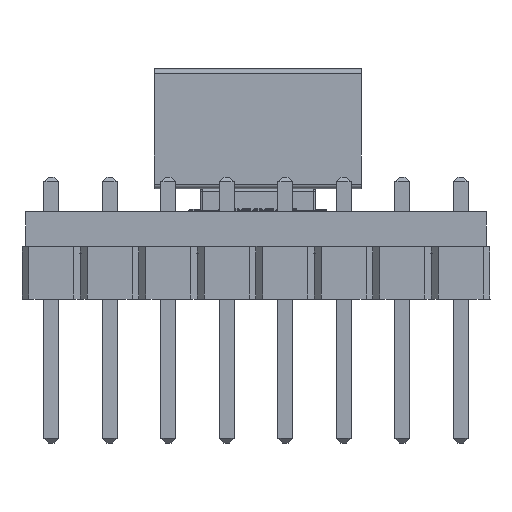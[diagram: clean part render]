
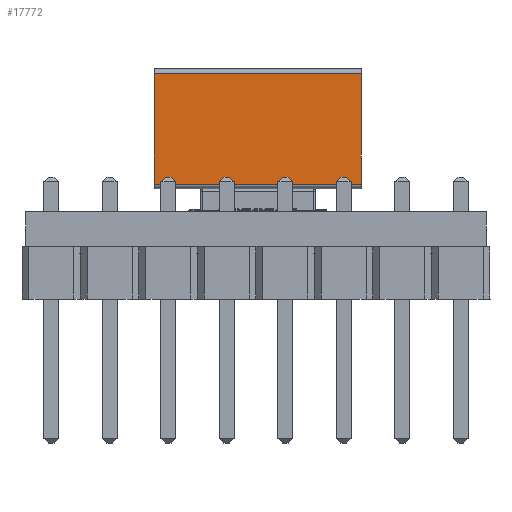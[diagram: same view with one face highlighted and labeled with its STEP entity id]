
A CAD part, left-side view. The second image highlights one B-rep face of the part: STEP entity #17772.
In plain terms, the highlighted planar face has unit normal (-1, 0, 0).
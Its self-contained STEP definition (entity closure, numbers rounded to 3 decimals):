
#42 = ORIENTED_EDGE ( 'NONE', *, *, #21241, .F. ) ;
#149 = LINE ( 'NONE', #18613, #8551 ) ;
#844 = VERTEX_POINT ( 'NONE', #13384 ) ;
#2553 = CARTESIAN_POINT ( 'NONE',  ( -4.5, 0.2, 4.5 ) ) ;
#2832 = EDGE_CURVE ( 'NONE', #20253, #3736, #149, .T. ) ;
#3736 = VERTEX_POINT ( 'NONE', #11892 ) ;
#4356 = CARTESIAN_POINT ( 'NONE',  ( -4.5, 0.2, 4.5 ) ) ;
#4706 = CARTESIAN_POINT ( 'NONE',  ( -4.5, 5.2, 4.5 ) ) ;
#5051 = EDGE_LOOP ( 'NONE', ( #7737, #18208, #42, #8668 ) ) ;
#6008 = DIRECTION ( 'NONE',  ( 0., 0., -1. ) ) ;
#7737 = ORIENTED_EDGE ( 'NONE', *, *, #16827, .T. ) ;
#8551 = VECTOR ( 'NONE', #6008, 1000. ) ;
#8632 = EDGE_CURVE ( 'NONE', #844, #9829, #20034, .T. ) ;
#8668 = ORIENTED_EDGE ( 'NONE', *, *, #2832, .T. ) ;
#9829 = VERTEX_POINT ( 'NONE', #2553 ) ;
#11406 = VECTOR ( 'NONE', #17937, 1000. ) ;
#11535 = DIRECTION ( 'NONE',  ( 0., 0., 1. ) ) ;
#11892 = CARTESIAN_POINT ( 'NONE',  ( -4.5, 5., -4.5 ) ) ;
#11962 = DIRECTION ( 'NONE',  ( 0., 0., -1. ) ) ;
#12395 = CARTESIAN_POINT ( 'NONE',  ( -4.5, 5.2, 4.5 ) ) ;
#13384 = CARTESIAN_POINT ( 'NONE',  ( -4.5, 0.2, -4.5 ) ) ;
#14210 = DIRECTION ( 'NONE',  ( 0., -1., 0. ) ) ;
#14708 = VECTOR ( 'NONE', #11535, 1000. ) ;
#15212 = VECTOR ( 'NONE', #14210, 1000. ) ;
#15579 = FACE_OUTER_BOUND ( 'NONE', #5051, .T. ) ;
#15748 = LINE ( 'NONE', #12395, #15212 ) ;
#16441 = CARTESIAN_POINT ( 'NONE',  ( -4.5, 5., 4.5 ) ) ;
#16760 = LINE ( 'NONE', #23251, #11406 ) ;
#16827 = EDGE_CURVE ( 'NONE', #3736, #844, #16760, .T. ) ;
#17301 = PLANE ( 'NONE',  #21082 ) ;
#17772 = ADVANCED_FACE ( 'NONE', ( #15579 ), #17301, .F. ) ;
#17937 = DIRECTION ( 'NONE',  ( 0., -1., 0. ) ) ;
#18208 = ORIENTED_EDGE ( 'NONE', *, *, #8632, .T. ) ;
#18613 = CARTESIAN_POINT ( 'NONE',  ( -4.5, 5., 4.5 ) ) ;
#20034 = LINE ( 'NONE', #4356, #14708 ) ;
#20253 = VERTEX_POINT ( 'NONE', #16441 ) ;
#21082 = AXIS2_PLACEMENT_3D ( 'NONE', #4706, #22713, #11962 ) ;
#21241 = EDGE_CURVE ( 'NONE', #20253, #9829, #15748, .T. ) ;
#22713 = DIRECTION ( 'NONE',  ( 1., 0., 0. ) ) ;
#23251 = CARTESIAN_POINT ( 'NONE',  ( -4.5, 5.2, -4.5 ) ) ;
